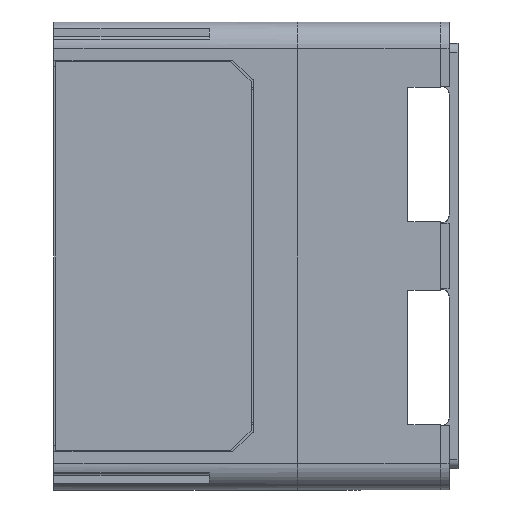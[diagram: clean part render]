
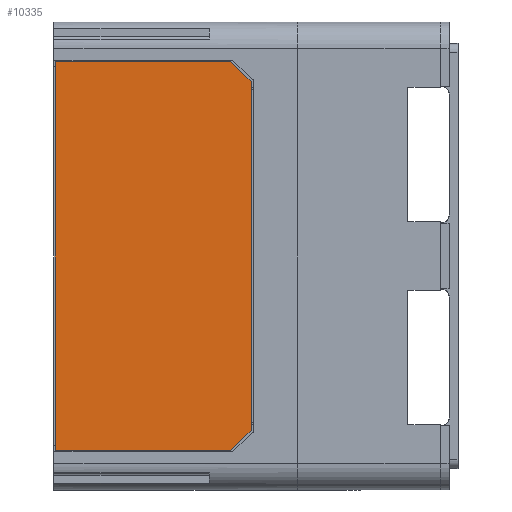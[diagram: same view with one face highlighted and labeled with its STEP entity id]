
A CAD part, left-side view. The second image highlights one B-rep face of the part: STEP entity #10335.
In plain terms, the highlighted face is planar.
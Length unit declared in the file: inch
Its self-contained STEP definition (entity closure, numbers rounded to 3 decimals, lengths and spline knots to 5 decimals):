
#9613=DIRECTION('',(-1.,0.,0.));
#9614=VECTOR('',#9613,29.424);
#9615=CARTESIAN_POINT('',(14.712,0.931,0.8125));
#9616=LINE('',#9615,#9614);
#9637=DIRECTION('',(0.,1.,0.));
#9638=VECTOR('',#9637,14.741);
#9639=CARTESIAN_POINT('',(-16.334,2.682,0.8125));
#9640=LINE('',#9639,#9638);
#9805=DIRECTION('',(1.,0.,0.));
#9806=VECTOR('',#9805,32.668);
#9807=CARTESIAN_POINT('',(-16.334,17.423,0.8125));
#9808=LINE('',#9807,#9806);
#9837=DIRECTION('',(0.68,-0.734,0.));
#9838=VECTOR('',#9837,2.38681);
#9839=CARTESIAN_POINT('',(-16.334,2.682,0.8125));
#9840=LINE('',#9839,#9838);
#9841=DIRECTION('',(0.,1.,0.));
#9842=VECTOR('',#9841,14.741);
#9843=CARTESIAN_POINT('',(16.334,2.682,0.8125));
#9844=LINE('',#9843,#9842);
#9845=DIRECTION('',(0.68,0.734,0.));
#9846=VECTOR('',#9845,2.38681);
#9847=CARTESIAN_POINT('',(14.712,0.931,0.8125));
#9848=LINE('',#9847,#9846);
#9897=CARTESIAN_POINT('',(16.334,2.682,0.8125));
#9898=CARTESIAN_POINT('',(16.334,17.423,0.8125));
#9899=VERTEX_POINT('',#9897);
#9900=VERTEX_POINT('',#9898);
#9907=CARTESIAN_POINT('',(14.712,0.931,0.8125));
#9908=VERTEX_POINT('',#9907);
#9921=CARTESIAN_POINT('',(-16.334,2.682,0.8125));
#9922=VERTEX_POINT('',#9921);
#9923=CARTESIAN_POINT('',(-16.334,17.423,0.8125));
#9924=VERTEX_POINT('',#9923);
#9931=CARTESIAN_POINT('',(-14.712,0.931,0.8125));
#9932=VERTEX_POINT('',#9931);
#10322=CARTESIAN_POINT('',(0.,0.931,0.8125));
#10323=DIRECTION('',(0.,0.,-1.));
#10324=DIRECTION('',(-1.,0.,0.));
#10325=AXIS2_PLACEMENT_3D('',#10322,#10323,#10324);
#10326=PLANE('',#10325);
#10327=ORIENTED_EDGE('',*,*,#9999,.T.);
#10328=ORIENTED_EDGE('',*,*,#10018,.F.);
#10329=ORIENTED_EDGE('',*,*,#10035,.T.);
#10330=ORIENTED_EDGE('',*,*,#10288,.T.);
#10331=ORIENTED_EDGE('',*,*,#10256,.F.);
#10332=ORIENTED_EDGE('',*,*,#10237,.F.);
#10333=EDGE_LOOP('',(#10327,#10328,#10329,#10330,#10331,#10332));
#10334=FACE_OUTER_BOUND('',#10333,.F.);
#10335=ADVANCED_FACE('',(#10334),#10326,.F.);
#9999=EDGE_CURVE('',#9908,#9932,#9616,.T.);
#10018=EDGE_CURVE('',#9922,#9932,#9840,.T.);
#10035=EDGE_CURVE('',#9922,#9924,#9640,.T.);
#10237=EDGE_CURVE('',#9908,#9899,#9848,.T.);
#10256=EDGE_CURVE('',#9899,#9900,#9844,.T.);
#10288=EDGE_CURVE('',#9924,#9900,#9808,.T.);
